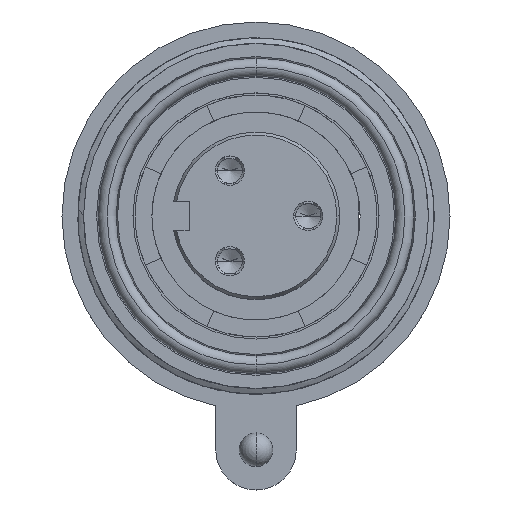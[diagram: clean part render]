
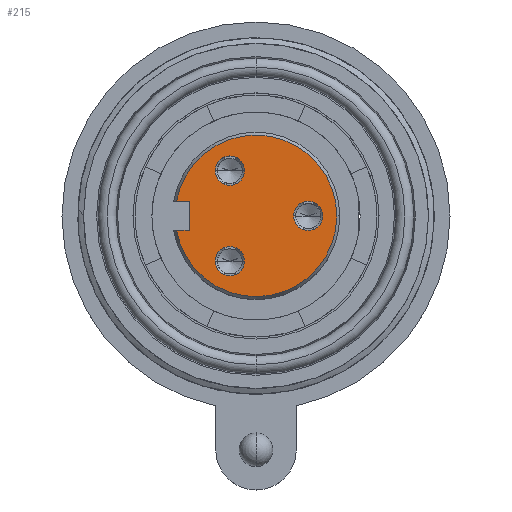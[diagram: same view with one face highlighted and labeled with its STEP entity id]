
A CAD part, top view. The second image highlights one B-rep face of the part: STEP entity #215.
In plain terms, the highlighted planar face has unit normal (0, 0, 1).
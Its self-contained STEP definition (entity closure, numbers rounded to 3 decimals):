
#215=ADVANCED_FACE('',(#831,#832,#833,#834),#835,.T.);
#831=FACE_OUTER_BOUND('',#2556,.T.);
#832=FACE_BOUND('',#2557,.T.);
#833=FACE_BOUND('',#2558,.T.);
#834=FACE_BOUND('',#2559,.T.);
#835=PLANE('',#2560);
#2556=EDGE_LOOP('',(#6736,#6737,#6738,#6739,#6740));
#2557=EDGE_LOOP('',(#6741,#6742));
#2558=EDGE_LOOP('',(#6743,#6744));
#2559=EDGE_LOOP('',(#6745,#6746));
#2560=AXIS2_PLACEMENT_3D('',#6747,#6748,#6749);
#6736=ORIENTED_EDGE('',*,*,#9773,.T.);
#6737=ORIENTED_EDGE('',*,*,#9772,.F.);
#6738=ORIENTED_EDGE('',*,*,#9769,.F.);
#6739=ORIENTED_EDGE('',*,*,#9421,.F.);
#6740=ORIENTED_EDGE('',*,*,#9768,.F.);
#6741=ORIENTED_EDGE('',*,*,#9774,.T.);
#6742=ORIENTED_EDGE('',*,*,#9775,.T.);
#6743=ORIENTED_EDGE('',*,*,#9776,.T.);
#6744=ORIENTED_EDGE('',*,*,#9777,.T.);
#6745=ORIENTED_EDGE('',*,*,#9778,.T.);
#6746=ORIENTED_EDGE('',*,*,#9779,.T.);
#6747=CARTESIAN_POINT('',(0.0,0.0,12.11));
#6748=DIRECTION('',(0.0,0.0,1.0));
#6749=DIRECTION('',(1.0,0.0,0.0));
#9421=EDGE_CURVE('',#10724,#10727,#10728,.T.);
#9768=EDGE_CURVE('',#11306,#10724,#11308,.T.);
#9769=EDGE_CURVE('',#10727,#11309,#11310,.T.);
#9772=EDGE_CURVE('',#11309,#11312,#11314,.T.);
#9773=EDGE_CURVE('',#11306,#11312,#11315,.T.);
#9774=EDGE_CURVE('',#11316,#11317,#11318,.T.);
#9775=EDGE_CURVE('',#11317,#11316,#11319,.T.);
#9776=EDGE_CURVE('',#11320,#11321,#11322,.T.);
#9777=EDGE_CURVE('',#11321,#11320,#11323,.T.);
#9778=EDGE_CURVE('',#11324,#11325,#11326,.T.);
#9779=EDGE_CURVE('',#11325,#11324,#11327,.T.);
#10724=VERTEX_POINT('',#13127);
#10727=VERTEX_POINT('',#13131);
#10728=CIRCLE('',#13132,7.931);
#11306=VERTEX_POINT('',#15351);
#11308=CIRCLE('',#15358,7.931);
#11309=VERTEX_POINT('',#15359);
#11310=LINE('',#15360,#15361);
#11312=VERTEX_POINT('',#15364);
#11314=LINE('',#15367,#15368);
#11315=LINE('',#15369,#15370);
#11316=VERTEX_POINT('',#15371);
#11317=VERTEX_POINT('',#15372);
#11318=CIRCLE('',#15373,1.435);
#11319=CIRCLE('',#15374,1.435);
#11320=VERTEX_POINT('',#15375);
#11321=VERTEX_POINT('',#15376);
#11322=CIRCLE('',#15377,1.435);
#11323=CIRCLE('',#15378,1.435);
#11324=VERTEX_POINT('',#15379);
#11325=VERTEX_POINT('',#15380);
#11326=CIRCLE('',#15381,1.435);
#11327=CIRCLE('',#15382,1.435);
#13127=CARTESIAN_POINT('',(7.931,0.,12.11));
#13131=CARTESIAN_POINT('',(-7.8,-1.435,12.11));
#13132=AXIS2_PLACEMENT_3D('',#20855,#20856,#20857);
#15351=CARTESIAN_POINT('',(-7.8,1.435,12.11));
#15358=AXIS2_PLACEMENT_3D('',#21284,#21285,#21286);
#15359=CARTESIAN_POINT('',(-6.55,-1.435,12.11));
#15360=CARTESIAN_POINT('',(-7.8,-1.435,12.11));
#15361=VECTOR('',#21287,1.25);
#15364=CARTESIAN_POINT('',(-6.55,1.435,12.11));
#15367=CARTESIAN_POINT('',(-6.55,-1.435,12.11));
#15368=VECTOR('',#21290,2.87);
#15369=CARTESIAN_POINT('',(-7.8,1.435,12.11));
#15370=VECTOR('',#21291,1.25);
#15371=CARTESIAN_POINT('',(5.13,-1.435,12.11));
#15372=CARTESIAN_POINT('',(5.13,1.435,12.11));
#15373=AXIS2_PLACEMENT_3D('',#21292,#21293,#21294);
#15374=AXIS2_PLACEMENT_3D('',#21295,#21296,#21297);
#15375=CARTESIAN_POINT('',(-2.565,3.008,12.11));
#15376=CARTESIAN_POINT('',(-2.565,5.878,12.11));
#15377=AXIS2_PLACEMENT_3D('',#21298,#21299,#21300);
#15378=AXIS2_PLACEMENT_3D('',#21301,#21302,#21303);
#15379=CARTESIAN_POINT('',(-2.565,-5.878,12.11));
#15380=CARTESIAN_POINT('',(-2.565,-3.008,12.11));
#15381=AXIS2_PLACEMENT_3D('',#21304,#21305,#21306);
#15382=AXIS2_PLACEMENT_3D('',#21307,#21308,#21309);
#20855=CARTESIAN_POINT('',(0.,0.,12.11));
#20856=DIRECTION('',(0.0,0.0,-1.0));
#20857=DIRECTION('',(-0.983,0.181,0.0));
#21284=CARTESIAN_POINT('',(0.,0.,12.11));
#21285=DIRECTION('',(0.0,0.0,-1.0));
#21286=DIRECTION('',(-0.983,0.181,0.0));
#21287=DIRECTION('',(1.,0.,0.));
#21290=DIRECTION('',(0.0,1.0,0.0));
#21291=DIRECTION('',(1.,0.,0.));
#21292=CARTESIAN_POINT('',(5.13,0.0,12.11));
#21293=DIRECTION('',(0.0,0.0,-1.0));
#21294=DIRECTION('',(0.0,-1.0,0.0));
#21295=CARTESIAN_POINT('',(5.13,0.0,12.11));
#21296=DIRECTION('',(0.0,0.0,-1.0));
#21297=DIRECTION('',(0.0,1.0,0.0));
#21298=CARTESIAN_POINT('',(-2.565,4.443,12.11));
#21299=DIRECTION('',(0.0,0.0,-1.0));
#21300=DIRECTION('',(0.0,-1.0,0.0));
#21301=CARTESIAN_POINT('',(-2.565,4.443,12.11));
#21302=DIRECTION('',(0.0,0.0,-1.0));
#21303=DIRECTION('',(0.0,1.0,0.0));
#21304=CARTESIAN_POINT('',(-2.565,-4.443,12.11));
#21305=DIRECTION('',(0.0,0.0,-1.0));
#21306=DIRECTION('',(0.0,-1.0,0.0));
#21307=CARTESIAN_POINT('',(-2.565,-4.443,12.11));
#21308=DIRECTION('',(0.0,0.0,-1.0));
#21309=DIRECTION('',(0.0,1.0,0.0));
